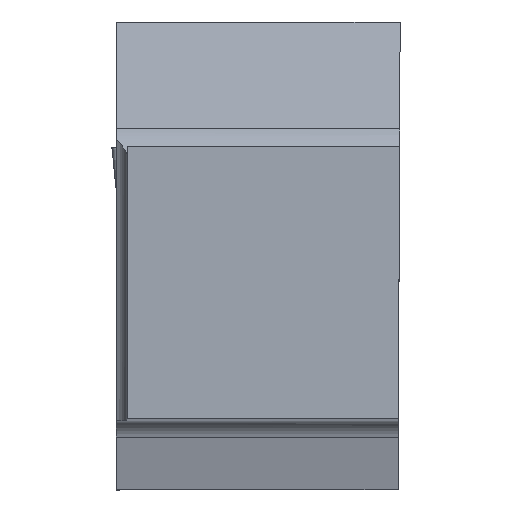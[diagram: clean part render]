
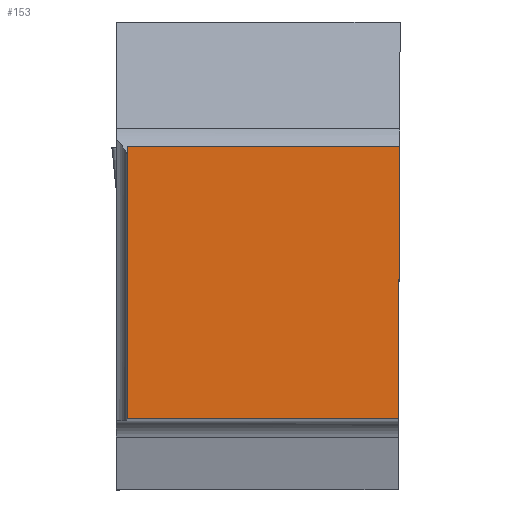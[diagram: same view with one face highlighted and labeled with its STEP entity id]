
A CAD part, top view. The second image highlights one B-rep face of the part: STEP entity #153.
In plain terms, the highlighted planar face has unit normal (0, 0, 1).
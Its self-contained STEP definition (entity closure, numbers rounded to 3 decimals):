
#153=ADVANCED_FACE('CU_BACK_SU1',(#267),#214,.F.);
#214=PLANE('',#1432);
#267=FACE_OUTER_BOUND('',#331,.T.);
#331=EDGE_LOOP('',(#508,#509,#510,#511));
#508=ORIENTED_EDGE('',*,*,#951,.T.);
#509=ORIENTED_EDGE('',*,*,#923,.T.);
#510=ORIENTED_EDGE('',*,*,#929,.T.);
#511=ORIENTED_EDGE('',*,*,#952,.F.);
#798=VERTEX_POINT('',#1943);
#799=VERTEX_POINT('',#1945);
#803=VERTEX_POINT('',#1955);
#814=VERTEX_POINT('',#2010);
#923=EDGE_CURVE('',#799,#798,#1095,.T.);
#929=EDGE_CURVE('',#798,#803,#1100,.T.);
#951=EDGE_CURVE('',#814,#799,#1117,.T.);
#952=EDGE_CURVE('',#814,#803,#1118,.T.);
#1095=LINE('',#1944,#1241);
#1100=LINE('',#1956,#1246);
#1117=LINE('',#2009,#1263);
#1118=LINE('',#2011,#1264);
#1241=VECTOR('',#1573,1.);
#1246=VECTOR('',#1582,1.);
#1263=VECTOR('',#1631,1.);
#1264=VECTOR('',#1632,1.);
#1432=AXIS2_PLACEMENT_3D('',#2012,#1633,#1634);
#1573=DIRECTION('',(0.004,1.,0.));
#1582=DIRECTION('',(-1.,0.,0.));
#1631=DIRECTION('',(1.,0.,0.));
#1632=DIRECTION('',(0.,1.,0.));
#1633=DIRECTION('',(0.,0.,-1.));
#1634=DIRECTION('',(0.,-1.,0.));
#1943=CARTESIAN_POINT('',(0.,19.875,0.));
#1944=CARTESIAN_POINT('',(0.088,39.975,0.));
#1945=CARTESIAN_POINT('',(-0.087,0.,0.));
#1955=CARTESIAN_POINT('',(-19.875,19.875,0.));
#1956=CARTESIAN_POINT('',(22.994,19.875,0.));
#2009=CARTESIAN_POINT('',(22.994,0.,0.));
#2010=CARTESIAN_POINT('',(-19.875,0.,0.));
#2011=CARTESIAN_POINT('',(-19.875,39.875,0.));
#2012=CARTESIAN_POINT('',(22.994,39.875,0.));
